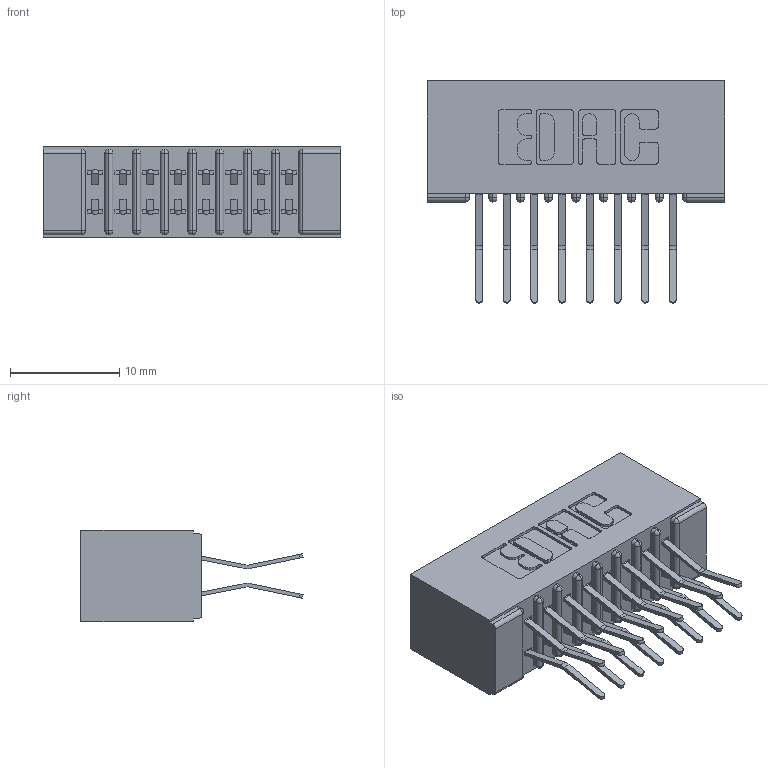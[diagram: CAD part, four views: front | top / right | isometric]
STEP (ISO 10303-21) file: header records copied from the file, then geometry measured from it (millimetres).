
FILE_DESCRIPTION (( 'STEP AP203' ), '1' );
FILE_NAME ('391-016-560-201.STEP', '2018-08-08T17:53:39', ( '' ), ( '' ), 'SwSTEP 2.0', 'SolidWorks 2016', '' );
FILE_SCHEMA (( 'CONFIG_CONTROL_DESIGN' ));
Length unit declared in the file: inch
Products named in the file (3): 341 Part_No Mounting Lugs; 341-292-001_341-292-160; 391-016-560-201
Assembly tree (17 placements, depth 2):
  391-016-560-201
    341 Part_No Mounting Lugs
    341-292-001_341-292-160  x16
Bounding box: 27.3 x 20.37 x 8.38 mm (x, y, z)
Volume: 1737.4 mm3; surface area: 3546.4 mm2
Topology: 17 solids, 17 shells, 1228 faces, 3548 edges, 2302 vertices
Faces by surface type: plane 704, cylinder 492, sphere 18, torus 14
Entity records: 14073 total; most frequent: CARTESIAN_POINT 2340, ORIENTED_EDGE 2320, DIRECTION 2298, EDGE_CURVE 1160, VECTOR 898, LINE 898, VERTEX_POINT 742, AXIS2_PLACEMENT_3D 700
